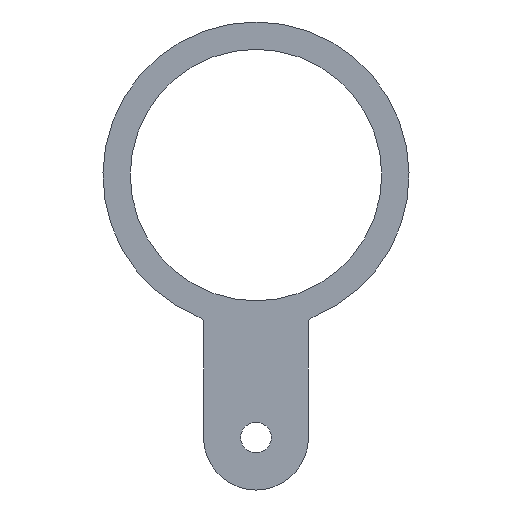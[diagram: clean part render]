
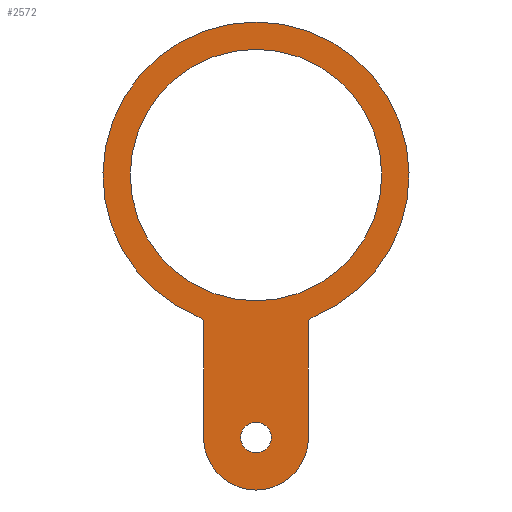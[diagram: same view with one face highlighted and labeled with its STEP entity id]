
A CAD part, front view. The second image highlights one B-rep face of the part: STEP entity #2572.
In plain terms, the highlighted planar face has unit normal (0, -1, 0).
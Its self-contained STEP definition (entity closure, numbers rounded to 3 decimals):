
#26=CIRCLE('',#2713,24.);
#27=CIRCLE('',#2714,2.5);
#28=CIRCLE('',#2715,70.);
#29=CIRCLE('',#2716,2.5);
#30=CIRCLE('',#2717,7.);
#31=CIRCLE('',#2718,57.5);
#96=FACE_BOUND('',#365,.T.);
#97=FACE_BOUND('',#366,.T.);
#218=FACE_OUTER_BOUND('',#364,.T.);
#364=EDGE_LOOP('',(#2183,#2184,#2185,#2186,#2187,#2188));
#365=EDGE_LOOP('',(#2189));
#366=EDGE_LOOP('',(#2190));
#664=LINE('',#4444,#962);
#665=LINE('',#4448,#963);
#962=VECTOR('',#3240,10.);
#963=VECTOR('',#3243,10.);
#1192=VERTEX_POINT('',#4442);
#1193=VERTEX_POINT('',#4443);
#1194=VERTEX_POINT('',#4445);
#1195=VERTEX_POINT('',#4447);
#1196=VERTEX_POINT('',#4449);
#1197=VERTEX_POINT('',#4451);
#1198=VERTEX_POINT('',#4454);
#1199=VERTEX_POINT('',#4456);
#1526=EDGE_CURVE('',#1192,#1193,#664,.T.);
#1527=EDGE_CURVE('',#1193,#1194,#26,.T.);
#1528=EDGE_CURVE('',#1194,#1195,#665,.T.);
#1529=EDGE_CURVE('',#1195,#1196,#27,.T.);
#1530=EDGE_CURVE('',#1196,#1197,#28,.T.);
#1531=EDGE_CURVE('',#1197,#1192,#29,.T.);
#1532=EDGE_CURVE('',#1198,#1198,#30,.T.);
#1533=EDGE_CURVE('',#1199,#1199,#31,.T.);
#2183=ORIENTED_EDGE('',*,*,#1526,.T.);
#2184=ORIENTED_EDGE('',*,*,#1527,.T.);
#2185=ORIENTED_EDGE('',*,*,#1528,.T.);
#2186=ORIENTED_EDGE('',*,*,#1529,.T.);
#2187=ORIENTED_EDGE('',*,*,#1530,.T.);
#2188=ORIENTED_EDGE('',*,*,#1531,.T.);
#2189=ORIENTED_EDGE('',*,*,#1532,.T.);
#2190=ORIENTED_EDGE('',*,*,#1533,.T.);
#2330=PLANE('',#2712);
#2572=ADVANCED_FACE('',(#218,#96,#97),#2330,.F.);
#2712=AXIS2_PLACEMENT_3D('',#4441,#3238,#3239);
#2713=AXIS2_PLACEMENT_3D('',#4446,#3241,#3242);
#2714=AXIS2_PLACEMENT_3D('',#4450,#3244,#3245);
#2715=AXIS2_PLACEMENT_3D('',#4452,#3246,#3247);
#2716=AXIS2_PLACEMENT_3D('',#4453,#3248,#3249);
#2717=AXIS2_PLACEMENT_3D('',#4455,#3250,#3251);
#2718=AXIS2_PLACEMENT_3D('',#4457,#3252,#3253);
#3238=DIRECTION('center_axis',(0.,1.,0.));
#3239=DIRECTION('ref_axis',(0.,0.,1.));
#3240=DIRECTION('',(0.,0.,-1.));
#3241=DIRECTION('center_axis',(0.,-1.,0.));
#3242=DIRECTION('ref_axis',(1.,0.,0.));
#3243=DIRECTION('',(0.,0.,1.));
#3244=DIRECTION('center_axis',(0.,1.,0.));
#3245=DIRECTION('ref_axis',(1.,0.,0.));
#3246=DIRECTION('center_axis',(0.,-1.,0.));
#3247=DIRECTION('ref_axis',(-0.366,0.,-0.931));
#3248=DIRECTION('center_axis',(0.,1.,0.));
#3249=DIRECTION('ref_axis',(-0.366,0.,-0.931));
#3250=DIRECTION('center_axis',(0.,1.,0.));
#3251=DIRECTION('ref_axis',(1.,0.,0.));
#3252=DIRECTION('center_axis',(0.,1.,0.));
#3253=DIRECTION('ref_axis',(1.,0.,0.));
#4441=CARTESIAN_POINT('Origin',(0.,-1.,-37.));
#4442=CARTESIAN_POINT('',(-24.,-1.,-67.483));
#4443=CARTESIAN_POINT('',(-24.,-1.,-120.));
#4444=CARTESIAN_POINT('',(-24.,-1.,-120.));
#4445=CARTESIAN_POINT('',(24.,-1.,-120.));
#4446=CARTESIAN_POINT('Origin',(0.,-1.,-120.));
#4447=CARTESIAN_POINT('',(24.,-1.,-67.483));
#4448=CARTESIAN_POINT('',(24.,-1.,-67.483));
#4449=CARTESIAN_POINT('',(25.586,-1.,-65.156));
#4450=CARTESIAN_POINT('Origin',(26.5,-1.,-67.483));
#4451=CARTESIAN_POINT('',(-25.586,-1.,-65.156));
#4452=CARTESIAN_POINT('Origin',(0.,-1.,0.));
#4453=CARTESIAN_POINT('Origin',(-26.5,-1.,-67.483));
#4454=CARTESIAN_POINT('',(-7.,-1.,-120.));
#4455=CARTESIAN_POINT('Origin',(0.,-1.,-120.));
#4456=CARTESIAN_POINT('',(-57.5,-1.,0.));
#4457=CARTESIAN_POINT('Origin',(0.,-1.,0.));
